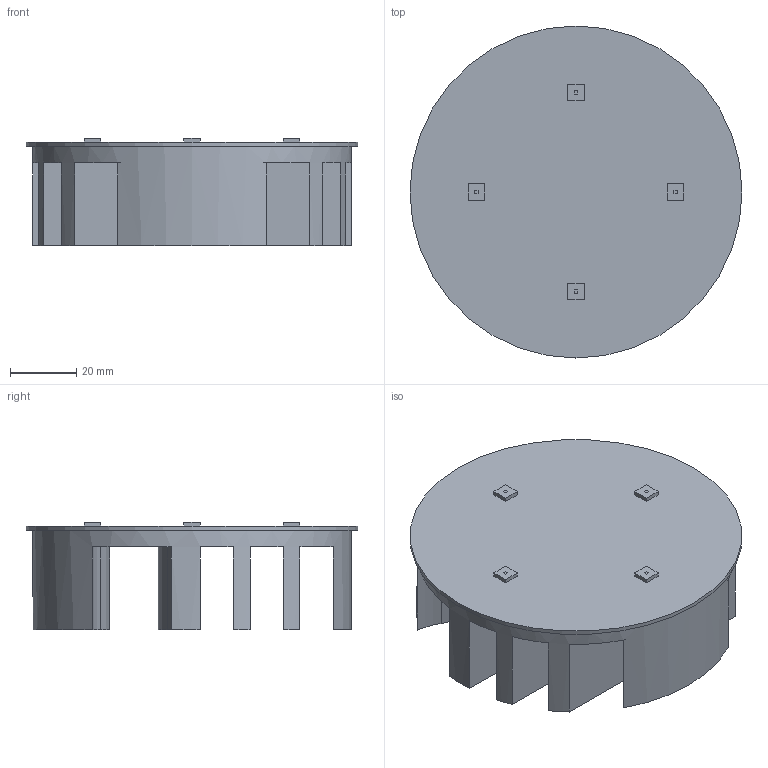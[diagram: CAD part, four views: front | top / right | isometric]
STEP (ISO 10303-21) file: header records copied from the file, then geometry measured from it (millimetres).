
FILE_DESCRIPTION(('FreeCAD Model'),'2;1');
FILE_NAME('LED.stp','2017-11-14T15:01:04',('Author'),(''), 'Open CASCADE STEP processor 6.8','FreeCAD','Unknown');
FILE_SCHEMA(('AUTOMOTIVE_DESIGN_CC2 { 1 2 10303 214 -1 1 5 4 }'));
Length unit declared in the file: millimetre
Products named in the file (12): ASSEMBLY; PCB; SLUG01; TIM; SLUG03; SLUG02; SLUG04; LED01; LED02; LED03; LED04; HEATSINK
Assembly tree (11 placements, depth 2):
  ASSEMBLY
    PCB
    SLUG01
    TIM
    SLUG03
    SLUG02
    SLUG04
    LED01
    LED02
    LED03
    LED04
    HEATSINK
Bounding box: 100 x 100 x 32.45 mm (x, y, z)
Volume: 122443.8 mm3; surface area: 67441.4 mm2
Topology: 11 solids, 11 shells, 81 faces, 177 edges, 118 vertices
Faces by surface type: plane 68, cylinder 13
Full cylindrical faces by diameter (mm): 96 x2, 100 x1
Entity records: 4889 total; most frequent: CARTESIAN_POINT 990, DIRECTION 691, LINE 415, VECTOR 415, ORIENTED_EDGE 354, PCURVE 354, DEFINITIONAL_REPRESENTATION 354, EDGE_CURVE 177
